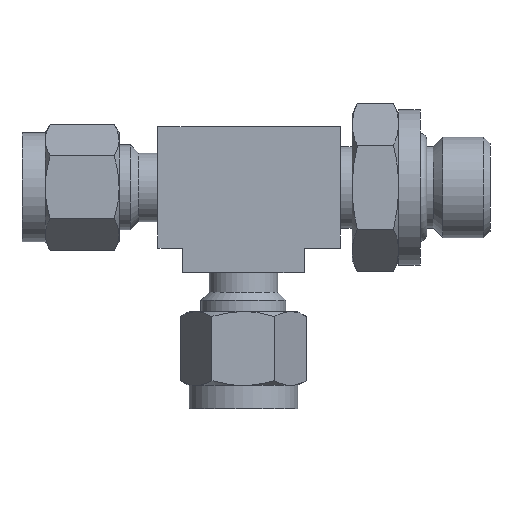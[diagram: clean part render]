
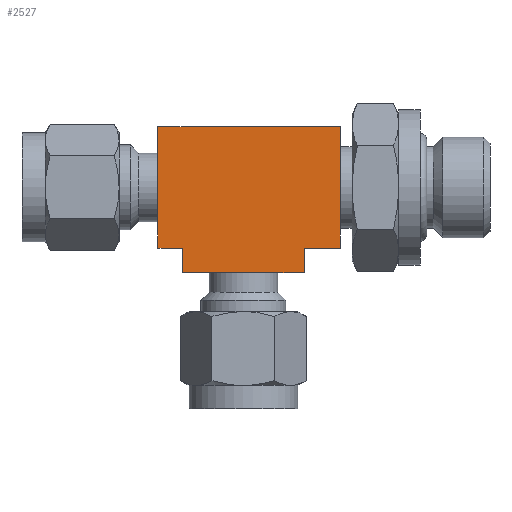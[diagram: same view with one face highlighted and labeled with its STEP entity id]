
A CAD part, front view. The second image highlights one B-rep face of the part: STEP entity #2527.
In plain terms, the highlighted planar face has unit normal (0, -1, 0).
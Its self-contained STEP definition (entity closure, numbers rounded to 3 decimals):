
#2247=CARTESIAN_POINT('POINT136',(36.894,-7.938,-7.938
   ));
#2248=VERTEX_POINT('VERTEX136',#2247);
#2265=CARTESIAN_POINT('POINT139',(41.656,-7.938,-7.938)
   );
#2266=VERTEX_POINT('VERTEX139',#2265);
#2273=CARTESIAN_POINT('POS148',(17.78,-7.938,-7.938));
#2274=DIRECTION('DIR231',(1.,0.,
   0.));
#2275=VECTOR('VEC65',#2274,25.4);
#2276=LINE('STRAIGHT65',#2273,#2275);
#2277=EDGE_CURVE('EDGE238',#2248,#2266,#2276,.T.);
#2295=CARTESIAN_POINT('POINT141',(41.656,-7.938,7.938))
   ;
#2296=VERTEX_POINT('VERTEX141',#2295);
#2303=CARTESIAN_POINT('POS152',(41.656,-7.938,7.938));
#2304=DIRECTION('DIR236',(0.,0.,
   1.));
#2305=VECTOR('VEC68',#2304,25.4);
#2306=LINE('STRAIGHT68',#2303,#2305);
#2307=EDGE_CURVE('EDGE241',#2266,#2296,#2306,.T.);
#2324=CARTESIAN_POINT('POINT143',(17.78,-7.938,7.938));
#2325=VERTEX_POINT('VERTEX143',#2324);
#2332=CARTESIAN_POINT('POS155',(17.78,-7.938,7.938));
#2333=DIRECTION('DIR240',(1.,0.,
   0.));
#2334=VECTOR('VEC70',#2333,25.4);
#2335=LINE('STRAIGHT70',#2332,#2334);
#2336=EDGE_CURVE('EDGE243',#2325,#2296,#2335,.T.);
#2357=CARTESIAN_POINT('POINT144',(17.78,-7.938,-7.938))
   ;
#2358=VERTEX_POINT('VERTEX144',#2357);
#2359=CARTESIAN_POINT('POS158',(17.78,-7.938,7.938));
#2360=DIRECTION('DIR244',(0.,0.,
   -1.));
#2361=VECTOR('VEC72',#2360,25.4);
#2362=LINE('STRAIGHT72',#2359,#2361);
#2363=EDGE_CURVE('EDGE245',#2325,#2358,#2362,.T.);
#2390=CARTESIAN_POINT('POINT147',(21.019,-7.938,-7.938
   ));
#2391=VERTEX_POINT('VERTEX147',#2390);
#2398=EDGE_CURVE('EDGE249',#2358,#2391,#2276,.T.);
#2478=CARTESIAN_POINT('POINT153',(21.019,-7.938,-11.176
   ));
#2479=VERTEX_POINT('VERTEX153',#2478);
#2486=CARTESIAN_POINT('POS171',(21.019,-7.938,0.));
#2487=DIRECTION('DIR262',(0.,0.,-1.));
#2488=VECTOR('VEC80',#2487,25.4);
#2489=LINE('STRAIGHT80',#2486,#2488);
#2490=EDGE_CURVE('EDGE258',#2391,#2479,#2489,.T.);
#2500=ORIENTED_EDGE('COEDGE499',*,*,#2490,.T.);
#2501=CARTESIAN_POINT('POINT154',(36.894,-7.938,-11.176
   ));
#2502=VERTEX_POINT('VERTEX154',#2501);
#2503=CARTESIAN_POINT('POS173',(21.019,-7.938,-11.176))
   ;
#2504=DIRECTION('DIR265',(1.,0.,0.));
#2505=VECTOR('VEC81',#2504,25.4);
#2506=LINE('STRAIGHT81',#2503,#2505);
#2507=EDGE_CURVE('EDGE259',#2479,#2502,#2506,.T.);
#2508=ORIENTED_EDGE('COEDGE500',*,*,#2507,.T.);
#2509=CARTESIAN_POINT('POS174',(36.894,-7.938,0.));
#2510=DIRECTION('DIR266',(0.,0.,-1.));
#2511=VECTOR('VEC82',#2510,25.4);
#2512=LINE('STRAIGHT82',#2509,#2511);
#2513=EDGE_CURVE('EDGE260',#2248,#2502,#2512,.T.);
#2514=ORIENTED_EDGE('COEDGE501',*,*,#2513,.F.);
#2515=ORIENTED_EDGE('COEDGE502',*,*,#2277,.T.);
#2516=ORIENTED_EDGE('COEDGE503',*,*,#2307,.T.);
#2517=ORIENTED_EDGE('COEDGE504',*,*,#2336,.F.);
#2518=ORIENTED_EDGE('COEDGE505',*,*,#2363,.T.);
#2519=ORIENTED_EDGE('COEDGE506',*,*,#2398,.T.);
#2520=EDGE_LOOP('NONE',(#2500,#2508,#2514,#2515,#2516,#2517,#2518,#2519)
   );
#2521=FACE_BOUND('LOOP1',#2520,.T.);
#2522=CARTESIAN_POINT('POS175',(17.78,-7.938,-7.938));
#2523=DIRECTION('DIR267',(0.,-1.,0.));
#2524=DIRECTION('DIR268',(1.,0.,0.));
#2525=AXIS2_PLACEMENT_3D('AXIS93',#2522,#2523,#2524);
#2526=PLANE('PLANE34',#2525);
#2527=ADVANCED_FACE('FACE116',(#2521),#2526,.T.);
